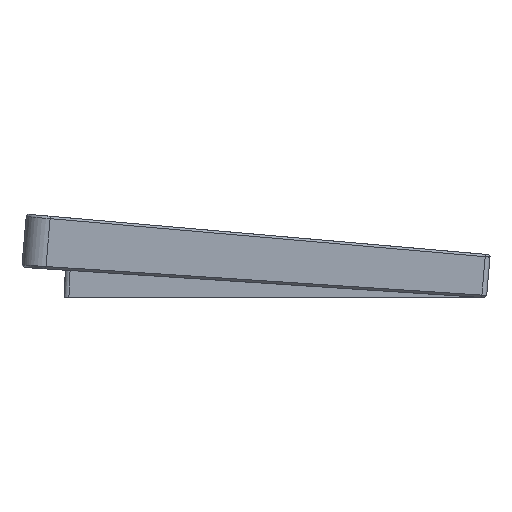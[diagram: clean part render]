
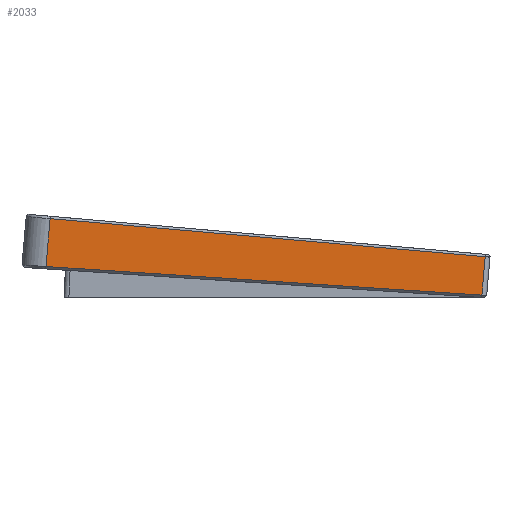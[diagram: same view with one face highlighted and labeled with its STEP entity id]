
A CAD part, left-side view. The second image highlights one B-rep face of the part: STEP entity #2033.
In plain terms, the highlighted planar face has unit normal (-1, 0, 0).
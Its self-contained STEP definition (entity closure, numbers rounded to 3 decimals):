
#71=B_SPLINE_CURVE_WITH_KNOTS('',3,(#3495,#3496,#3497,#3498),
 .UNSPECIFIED.,.F.,.F.,(4,4),(1.56,1.571),
 .UNSPECIFIED.);
#151=PLANE('',#2276);
#204=LINE('',#3126,#336);
#233=LINE('',#3235,#365);
#261=LINE('',#3474,#393);
#300=LINE('',#4166,#432);
#336=VECTOR('',#2532,10.);
#365=VECTOR('',#2609,10.);
#393=VECTOR('',#2699,10.);
#432=VECTOR('',#2850,10.);
#599=FACE_OUTER_BOUND('',#737,.T.);
#737=EDGE_LOOP('',(#1869,#1870,#1871,#1872,#1873));
#852=VERTEX_POINT('',#2896);
#919=VERTEX_POINT('',#3120);
#944=VERTEX_POINT('',#3234);
#976=VERTEX_POINT('',#3467);
#979=VERTEX_POINT('',#3472);
#1135=EDGE_CURVE('',#919,#852,#204,.T.);
#1177=EDGE_CURVE('',#852,#944,#233,.T.);
#1230=EDGE_CURVE('',#979,#976,#261,.T.);
#1232=EDGE_CURVE('',#944,#979,#71,.T.);
#1321=EDGE_CURVE('',#919,#976,#300,.T.);
#1869=ORIENTED_EDGE('',*,*,#1135,.F.);
#1870=ORIENTED_EDGE('',*,*,#1321,.T.);
#1871=ORIENTED_EDGE('',*,*,#1230,.F.);
#1872=ORIENTED_EDGE('',*,*,#1232,.F.);
#1873=ORIENTED_EDGE('',*,*,#1177,.F.);
#2033=ADVANCED_FACE('',(#599),#151,.T.);
#2276=AXIS2_PLACEMENT_3D('',#4167,#2851,#2852);
#2532=DIRECTION('',(0.,-0.996,-0.087));
#2609=DIRECTION('',(0.,0.087,-0.996));
#2699=DIRECTION('',(0.,0.998,0.065));
#2850=DIRECTION('',(0.,0.087,-0.996));
#2851=DIRECTION('center_axis',(-1.,0.,0.));
#2852=DIRECTION('ref_axis',(0.,0.996,0.087));
#2896=CARTESIAN_POINT('',(-5.575,-83.253,-11.355));
#3120=CARTESIAN_POINT('',(-5.575,7.401,-3.423));
#3126=CARTESIAN_POINT('',(-5.575,-59.593,-9.285));
#3234=CARTESIAN_POINT('',(-5.575,-82.554,-19.346));
#3235=CARTESIAN_POINT('',(-5.575,-83.645,-6.872));
#3467=CARTESIAN_POINT('',(-5.575,8.273,-13.393));
#3472=CARTESIAN_POINT('',(-5.575,-82.543,-19.345));
#3474=CARTESIAN_POINT('',(-5.575,-58.985,-17.801));
#3495=CARTESIAN_POINT('Ctrl Pts',(-5.575,-82.554,-19.346));
#3496=CARTESIAN_POINT('Ctrl Pts',(-5.575,-82.55,-19.345));
#3497=CARTESIAN_POINT('Ctrl Pts',(-5.575,-82.546,-19.345));
#3498=CARTESIAN_POINT('Ctrl Pts',(-5.575,-82.543,-19.345));
#4166=CARTESIAN_POINT('',(-5.575,7.009,1.06));
#4167=CARTESIAN_POINT('Origin',(-5.575,-83.645,-6.872));
